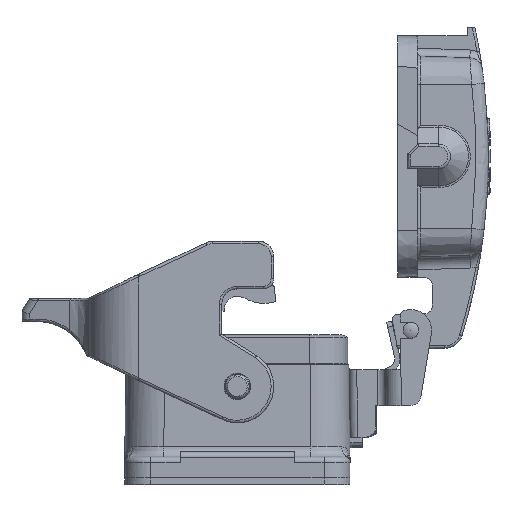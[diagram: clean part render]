
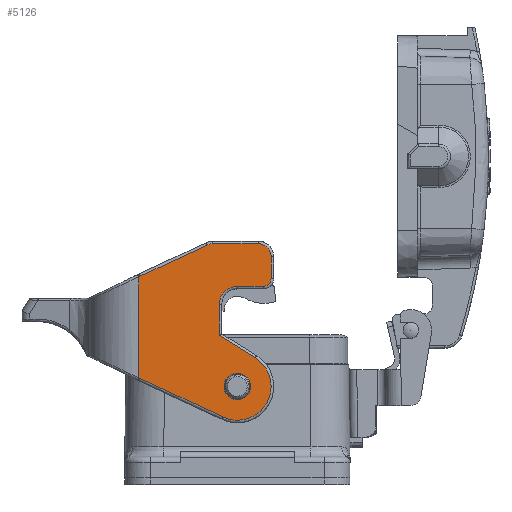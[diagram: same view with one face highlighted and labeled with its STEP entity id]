
A CAD part, left-side view. The second image highlights one B-rep face of the part: STEP entity #5126.
In plain terms, the highlighted planar face has unit normal (-1, 0, 0).
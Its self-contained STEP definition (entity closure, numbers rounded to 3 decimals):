
#5126=ADVANCED_FACE('',(#6142,#6143),#5807,.F.);
#5807=PLANE('',#23835);
#6142=FACE_BOUND('',#6752,.T.);
#6143=FACE_BOUND('',#6753,.T.);
#6752=EDGE_LOOP('',(#9712));
#6753=EDGE_LOOP('',(#9713,#9714,#9715,#9716,#9717,#9718,#9719,#9720,#9721,
#9722,#9723,#9724,#9725,#9726,#9727));
#9712=ORIENTED_EDGE('',*,*,#14789,.F.);
#9713=ORIENTED_EDGE('',*,*,#14936,.F.);
#9714=ORIENTED_EDGE('',*,*,#14778,.F.);
#9715=ORIENTED_EDGE('',*,*,#14845,.F.);
#9716=ORIENTED_EDGE('',*,*,#14843,.F.);
#9717=ORIENTED_EDGE('',*,*,#14841,.F.);
#9718=ORIENTED_EDGE('',*,*,#14839,.F.);
#9719=ORIENTED_EDGE('',*,*,#14837,.F.);
#9720=ORIENTED_EDGE('',*,*,#14835,.F.);
#9721=ORIENTED_EDGE('',*,*,#14833,.F.);
#9722=ORIENTED_EDGE('',*,*,#14831,.F.);
#9723=ORIENTED_EDGE('',*,*,#14829,.F.);
#9724=ORIENTED_EDGE('',*,*,#14826,.F.);
#9725=ORIENTED_EDGE('',*,*,#14937,.F.);
#9726=ORIENTED_EDGE('',*,*,#14938,.F.);
#9727=ORIENTED_EDGE('',*,*,#14939,.F.);
#12834=VERTEX_POINT('',#34858);
#12837=VERTEX_POINT('',#34925);
#12845=VERTEX_POINT('',#34982);
#12868=VERTEX_POINT('',#35052);
#12869=VERTEX_POINT('',#35053);
#12870=VERTEX_POINT('',#35058);
#12871=VERTEX_POINT('',#35086);
#12872=VERTEX_POINT('',#35090);
#12873=VERTEX_POINT('',#35118);
#12874=VERTEX_POINT('',#35122);
#12875=VERTEX_POINT('',#35150);
#12876=VERTEX_POINT('',#35161);
#12877=VERTEX_POINT('',#35165);
#12935=VERTEX_POINT('',#35761);
#12937=VERTEX_POINT('',#35777);
#12938=VERTEX_POINT('',#35779);
#14778=EDGE_CURVE('',#12837,#12834,#16545,.T.);
#14789=EDGE_CURVE('',#12845,#12845,#17038,.T.);
#14826=EDGE_CURVE('',#12868,#12869,#19274,.T.);
#14829=EDGE_CURVE('',#12869,#12870,#17054,.T.);
#14831=EDGE_CURVE('',#12870,#12871,#19275,.T.);
#14833=EDGE_CURVE('',#12871,#12872,#17057,.T.);
#14835=EDGE_CURVE('',#12872,#12873,#19276,.T.);
#14837=EDGE_CURVE('',#12873,#12874,#17060,.T.);
#14839=EDGE_CURVE('',#12874,#12875,#19277,.T.);
#14841=EDGE_CURVE('',#12875,#12876,#19278,.T.);
#14843=EDGE_CURVE('',#12876,#12877,#17063,.T.);
#14845=EDGE_CURVE('',#12877,#12837,#19279,.T.);
#14936=EDGE_CURVE('',#12834,#12935,#19319,.T.);
#14937=EDGE_CURVE('',#12937,#12868,#17076,.T.);
#14938=EDGE_CURVE('',#12938,#12937,#19320,.T.);
#14939=EDGE_CURVE('',#12935,#12938,#16576,.T.);
#16545=B_SPLINE_CURVE_WITH_KNOTS('',3,(#34921,#34922,#34923,#34924),
 .UNSPECIFIED.,.F.,.F.,(4,4),(0.,1.),.UNSPECIFIED.);
#16576=B_SPLINE_CURVE_WITH_KNOTS('',3,(#35780,#35781,#35782,#35783),
 .UNSPECIFIED.,.F.,.F.,(4,4),(0.,1.),.UNSPECIFIED.);
#17038=CIRCLE('',#23749,2.55);
#17054=CIRCLE('',#23776,2.5);
#17057=CIRCLE('',#23780,1.5);
#17060=CIRCLE('',#23784,3.5);
#17063=CIRCLE('',#23789,6.5);
#17076=CIRCLE('',#23834,2.5);
#19274=LINE('',#35051,#20721);
#19275=LINE('',#35085,#20722);
#19276=LINE('',#35117,#20723);
#19277=LINE('',#35149,#20724);
#19278=LINE('',#35160,#20725);
#19279=LINE('',#35192,#20726);
#19319=LINE('',#35767,#20766);
#19320=LINE('',#35778,#20767);
#20721=VECTOR('',#27004,1.);
#20722=VECTOR('',#27015,1.);
#20723=VECTOR('',#27024,1.);
#20724=VECTOR('',#27033,1.);
#20725=VECTOR('',#27036,1.);
#20726=VECTOR('',#27045,1.);
#20766=VECTOR('',#27171,1.);
#20767=VECTOR('',#27174,1.);
#23749=AXIS2_PLACEMENT_3D('',#34981,#26933,#26934);
#23776=AXIS2_PLACEMENT_3D('',#35057,#27011,#27012);
#23780=AXIS2_PLACEMENT_3D('',#35089,#27020,#27021);
#23784=AXIS2_PLACEMENT_3D('',#35121,#27029,#27030);
#23789=AXIS2_PLACEMENT_3D('',#35164,#27041,#27042);
#23834=AXIS2_PLACEMENT_3D('',#35776,#27172,#27173);
#23835=AXIS2_PLACEMENT_3D('',#35784,#27175,#27176);
#26933=DIRECTION('',(-1.,0.,0.));
#26934=DIRECTION('',(0.,-1.,0.));
#27004=DIRECTION('',(0.,-1.,0.));
#27011=DIRECTION('',(1.,0.,0.));
#27012=DIRECTION('',(0.,0.,1.));
#27015=DIRECTION('',(0.,0.,-1.));
#27020=DIRECTION('',(1.,0.,0.));
#27021=DIRECTION('',(0.,-1.,0.));
#27024=DIRECTION('',(0.,1.,0.));
#27029=DIRECTION('',(-1.,0.,0.));
#27030=DIRECTION('',(0.,0.,1.));
#27033=DIRECTION('',(0.,0.,-1.));
#27036=DIRECTION('',(0.,-0.848,-0.53));
#27041=DIRECTION('',(1.,0.,0.));
#27042=DIRECTION('',(0.,-0.53,0.848));
#27045=DIRECTION('',(0.,0.906,0.423));
#27171=DIRECTION('',(0.,0.,1.));
#27172=DIRECTION('',(1.,0.,0.));
#27173=DIRECTION('',(0.,0.423,0.906));
#27174=DIRECTION('',(0.,-0.906,0.423));
#27175=DIRECTION('',(1.,0.,0.));
#27176=DIRECTION('',(0.,-1.,0.));
#34858=CARTESIAN_POINT('',(-36.,19.,3.244));
#34921=CARTESIAN_POINT('',(-36.,18.781,3.136));
#34922=CARTESIAN_POINT('',(-36.,18.854,3.171));
#34923=CARTESIAN_POINT('',(-36.,18.927,3.207));
#34924=CARTESIAN_POINT('',(-36.,19.,3.242));
#34925=CARTESIAN_POINT('',(-36.,18.789,3.139));
#34981=CARTESIAN_POINT('',(-36.,0.,1.55));
#34982=CARTESIAN_POINT('',(-36.,-2.55,1.55));
#35051=CARTESIAN_POINT('',(-36.,4.745,29.05));
#35052=CARTESIAN_POINT('',(-36.,4.745,29.05));
#35053=CARTESIAN_POINT('',(-36.,-4.,29.05));
#35057=CARTESIAN_POINT('',(-36.,-4.,26.55));
#35058=CARTESIAN_POINT('',(-36.,-6.5,26.55));
#35085=CARTESIAN_POINT('',(-36.,-6.5,26.55));
#35086=CARTESIAN_POINT('',(-36.,-6.5,22.35));
#35089=CARTESIAN_POINT('',(-36.,-5.,22.35));
#35090=CARTESIAN_POINT('',(-36.,-5.,20.85));
#35117=CARTESIAN_POINT('',(-36.,-5.,20.85));
#35118=CARTESIAN_POINT('',(-36.,0.,20.85));
#35121=CARTESIAN_POINT('',(-36.,0.,17.35));
#35122=CARTESIAN_POINT('',(-36.,3.5,17.35));
#35149=CARTESIAN_POINT('',(-36.,3.5,17.35));
#35150=CARTESIAN_POINT('',(-36.,3.5,11.402));
#35160=CARTESIAN_POINT('',(-36.,3.5,11.402));
#35161=CARTESIAN_POINT('',(-36.,-3.444,7.062));
#35164=CARTESIAN_POINT('',(-36.,0.,1.55));
#35165=CARTESIAN_POINT('',(-36.,2.747,-4.341));
#35192=CARTESIAN_POINT('',(-36.,2.747,-4.341));
#35761=CARTESIAN_POINT('',(-36.,19.,22.655));
#35767=CARTESIAN_POINT('',(-36.,19.,3.242));
#35776=CARTESIAN_POINT('',(-36.,4.745,26.55));
#35777=CARTESIAN_POINT('',(-36.,5.802,28.816));
#35778=CARTESIAN_POINT('',(-36.,18.789,22.76));
#35779=CARTESIAN_POINT('',(-36.,18.781,22.763));
#35780=CARTESIAN_POINT('',(-36.,19.,22.657));
#35781=CARTESIAN_POINT('',(-36.,18.927,22.692));
#35782=CARTESIAN_POINT('',(-36.,18.854,22.728));
#35783=CARTESIAN_POINT('',(-36.,18.781,22.764));
#35784=CARTESIAN_POINT('',(-36.,20.,30.425));
